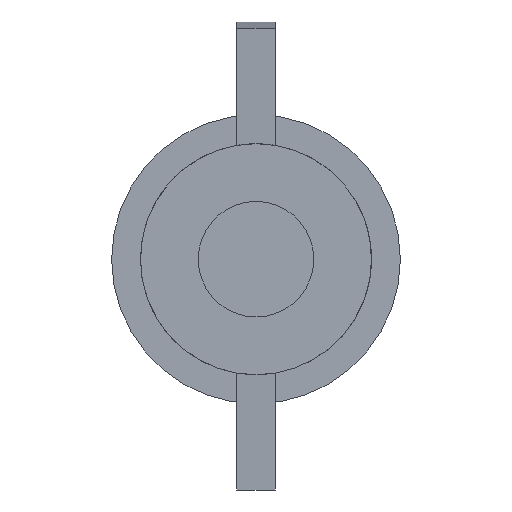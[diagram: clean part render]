
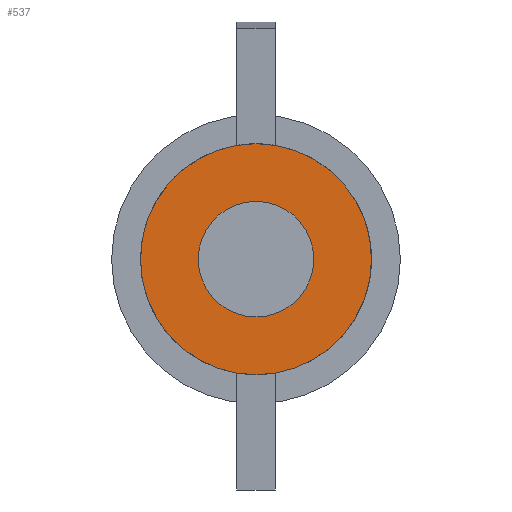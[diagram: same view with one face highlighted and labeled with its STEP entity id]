
A CAD part, front view. The second image highlights one B-rep face of the part: STEP entity #537.
In plain terms, the highlighted planar face has unit normal (0, -1, 0).
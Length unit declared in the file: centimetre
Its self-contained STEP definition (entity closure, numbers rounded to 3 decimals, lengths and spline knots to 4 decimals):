
#42=FACE_BOUND('',#140,.T.);
#59=CIRCLE('',#618,2.4);
#69=CIRCLE('',#632,1.2);
#100=FACE_OUTER_BOUND('',#139,.T.);
#139=EDGE_LOOP('',(#457));
#140=EDGE_LOOP('',(#458));
#266=VERTEX_POINT('',#913);
#272=VERTEX_POINT('',#935);
#323=EDGE_CURVE('',#266,#266,#59,.T.);
#336=EDGE_CURVE('',#272,#272,#69,.T.);
#457=ORIENTED_EDGE('',*,*,#323,.T.);
#458=ORIENTED_EDGE('',*,*,#336,.T.);
#506=PLANE('',#634);
#537=ADVANCED_FACE('',(#100,#42),#506,.T.);
#618=AXIS2_PLACEMENT_3D('',#914,#745,#746);
#632=AXIS2_PLACEMENT_3D('',#937,#776,#777);
#634=AXIS2_PLACEMENT_3D('',#939,#780,#781);
#745=DIRECTION('center_axis',(0.,-1.,0.));
#746=DIRECTION('ref_axis',(1.,0.,0.));
#776=DIRECTION('center_axis',(0.,1.,0.));
#777=DIRECTION('ref_axis',(1.,0.,0.));
#780=DIRECTION('center_axis',(0.,-1.,0.));
#781=DIRECTION('ref_axis',(1.,0.,0.));
#913=CARTESIAN_POINT('',(-2.4,-6.1,0.));
#914=CARTESIAN_POINT('Origin',(0.,-6.1,0.));
#935=CARTESIAN_POINT('',(-1.2,-6.1,0.));
#937=CARTESIAN_POINT('Origin',(0.,-6.1,0.));
#939=CARTESIAN_POINT('Origin',(0.,-6.1,0.));
